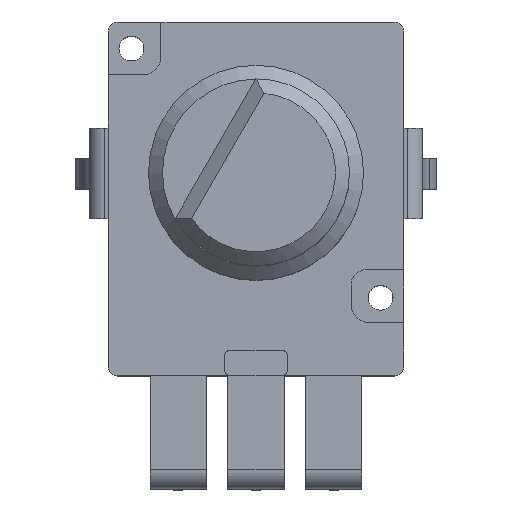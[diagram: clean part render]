
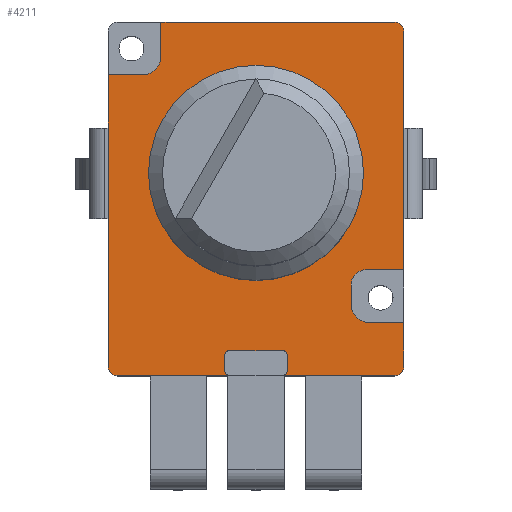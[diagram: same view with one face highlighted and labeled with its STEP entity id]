
A CAD part, top view. The second image highlights one B-rep face of the part: STEP entity #4211.
In plain terms, the highlighted planar face has unit normal (0, 0, 1).
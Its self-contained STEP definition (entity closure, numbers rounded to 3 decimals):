
#37=FACE_BOUND('',#540,.T.);
#62=PLANE('',#4491);
#305=FACE_OUTER_BOUND('',#539,.T.);
#539=EDGE_LOOP('',(#3047,#3048,#3049,#3050,#3051,#3052,#3053,#3054,#3055,
#3056,#3057,#3058,#3059,#3060,#3061,#3062,#3063,#3064,#3065,#3066,#3067,
#3068,#3069,#3070));
#540=EDGE_LOOP('',(#3071));
#757=LINE('',#6030,#1257);
#762=LINE('',#6044,#1262);
#766=LINE('',#6056,#1266);
#774=LINE('',#6085,#1274);
#777=LINE('',#6091,#1277);
#784=LINE('',#6114,#1284);
#788=LINE('',#6126,#1288);
#791=LINE('',#6132,#1291);
#797=LINE('',#6148,#1297);
#800=LINE('',#6154,#1300);
#804=LINE('',#6161,#1304);
#807=LINE('',#6175,#1307);
#808=LINE('',#6178,#1308);
#809=LINE('',#6181,#1309);
#1257=VECTOR('',#4815,10.);
#1262=VECTOR('',#4828,10.);
#1266=VECTOR('',#4840,10.);
#1274=VECTOR('',#4870,10.);
#1277=VECTOR('',#4875,10.);
#1284=VECTOR('',#4896,10.);
#1288=VECTOR('',#4908,10.);
#1291=VECTOR('',#4913,10.);
#1297=VECTOR('',#4929,10.);
#1300=VECTOR('',#4934,10.);
#1304=VECTOR('',#4938,10.);
#1307=VECTOR('',#4957,10.);
#1308=VECTOR('',#4960,10.);
#1309=VECTOR('',#4963,10.);
#1757=CIRCLE('',#4443,3.45);
#1758=CIRCLE('',#4447,0.15);
#1760=CIRCLE('',#4451,0.15);
#1762=CIRCLE('',#4455,0.15);
#1764=CIRCLE('',#4458,0.15);
#1766=CIRCLE('',#4462,0.6);
#1770=CIRCLE('',#4470,0.5);
#1772=CIRCLE('',#4474,0.6);
#1779=CIRCLE('',#4490,0.3);
#1780=CIRCLE('',#4492,0.3);
#1781=CIRCLE('',#4493,0.3);
#1883=VERTEX_POINT('',#6023);
#1884=VERTEX_POINT('',#6028);
#1885=VERTEX_POINT('',#6029);
#1888=VERTEX_POINT('',#6037);
#1890=VERTEX_POINT('',#6043);
#1892=VERTEX_POINT('',#6049);
#1894=VERTEX_POINT('',#6055);
#1896=VERTEX_POINT('',#6061);
#1898=VERTEX_POINT('',#6067);
#1900=VERTEX_POINT('',#6075);
#1901=VERTEX_POINT('',#6076);
#1904=VERTEX_POINT('',#6084);
#1906=VERTEX_POINT('',#6090);
#1911=VERTEX_POINT('',#6104);
#1912=VERTEX_POINT('',#6105);
#1915=VERTEX_POINT('',#6113);
#1917=VERTEX_POINT('',#6119);
#1919=VERTEX_POINT('',#6125);
#1921=VERTEX_POINT('',#6131);
#1926=VERTEX_POINT('',#6147);
#1928=VERTEX_POINT('',#6153);
#1931=VERTEX_POINT('',#6159);
#1934=VERTEX_POINT('',#6174);
#1935=VERTEX_POINT('',#6177);
#1936=VERTEX_POINT('',#6179);
#2302=EDGE_CURVE('',#1883,#1883,#1757,.T.);
#2303=EDGE_CURVE('',#1884,#1885,#757,.T.);
#2307=EDGE_CURVE('',#1885,#1888,#1758,.T.);
#2310=EDGE_CURVE('',#1888,#1890,#762,.T.);
#2313=EDGE_CURVE('',#1890,#1892,#1760,.T.);
#2316=EDGE_CURVE('',#1892,#1894,#766,.T.);
#2319=EDGE_CURVE('',#1894,#1896,#1762,.T.);
#2322=EDGE_CURVE('',#1898,#1884,#1764,.T.);
#2326=EDGE_CURVE('',#1900,#1901,#1766,.T.);
#2330=EDGE_CURVE('',#1904,#1900,#774,.T.);
#2333=EDGE_CURVE('',#1901,#1906,#777,.T.);
#2340=EDGE_CURVE('',#1911,#1912,#1770,.T.);
#2344=EDGE_CURVE('',#1915,#1911,#784,.T.);
#2347=EDGE_CURVE('',#1917,#1915,#1772,.T.);
#2350=EDGE_CURVE('',#1919,#1917,#788,.T.);
#2353=EDGE_CURVE('',#1912,#1921,#791,.T.);
#2361=EDGE_CURVE('',#1926,#1904,#797,.T.);
#2364=EDGE_CURVE('',#1928,#1919,#800,.T.);
#2368=EDGE_CURVE('',#1921,#1931,#804,.T.);
#2374=EDGE_CURVE('',#1926,#1931,#1779,.T.);
#2375=EDGE_CURVE('',#1896,#1934,#807,.T.);
#2376=EDGE_CURVE('',#1928,#1934,#1780,.T.);
#2377=EDGE_CURVE('',#1906,#1935,#808,.T.);
#2378=EDGE_CURVE('',#1936,#1935,#1781,.T.);
#2379=EDGE_CURVE('',#1936,#1898,#809,.T.);
#3047=ORIENTED_EDGE('',*,*,#2319,.T.);
#3048=ORIENTED_EDGE('',*,*,#2375,.T.);
#3049=ORIENTED_EDGE('',*,*,#2376,.F.);
#3050=ORIENTED_EDGE('',*,*,#2364,.T.);
#3051=ORIENTED_EDGE('',*,*,#2350,.T.);
#3052=ORIENTED_EDGE('',*,*,#2347,.T.);
#3053=ORIENTED_EDGE('',*,*,#2344,.T.);
#3054=ORIENTED_EDGE('',*,*,#2340,.T.);
#3055=ORIENTED_EDGE('',*,*,#2353,.T.);
#3056=ORIENTED_EDGE('',*,*,#2368,.T.);
#3057=ORIENTED_EDGE('',*,*,#2374,.F.);
#3058=ORIENTED_EDGE('',*,*,#2361,.T.);
#3059=ORIENTED_EDGE('',*,*,#2330,.T.);
#3060=ORIENTED_EDGE('',*,*,#2326,.T.);
#3061=ORIENTED_EDGE('',*,*,#2333,.T.);
#3062=ORIENTED_EDGE('',*,*,#2377,.T.);
#3063=ORIENTED_EDGE('',*,*,#2378,.F.);
#3064=ORIENTED_EDGE('',*,*,#2379,.T.);
#3065=ORIENTED_EDGE('',*,*,#2322,.T.);
#3066=ORIENTED_EDGE('',*,*,#2303,.T.);
#3067=ORIENTED_EDGE('',*,*,#2307,.T.);
#3068=ORIENTED_EDGE('',*,*,#2310,.T.);
#3069=ORIENTED_EDGE('',*,*,#2313,.T.);
#3070=ORIENTED_EDGE('',*,*,#2316,.T.);
#3071=ORIENTED_EDGE('',*,*,#2302,.F.);
#4211=ADVANCED_FACE('',(#305,#37),#62,.F.);
#4443=AXIS2_PLACEMENT_3D('',#6025,#4809,#4810);
#4447=AXIS2_PLACEMENT_3D('',#6038,#4821,#4822);
#4451=AXIS2_PLACEMENT_3D('',#6050,#4833,#4834);
#4455=AXIS2_PLACEMENT_3D('',#6062,#4845,#4846);
#4458=AXIS2_PLACEMENT_3D('',#6068,#4852,#4853);
#4462=AXIS2_PLACEMENT_3D('',#6077,#4862,#4863);
#4470=AXIS2_PLACEMENT_3D('',#6106,#4888,#4889);
#4474=AXIS2_PLACEMENT_3D('',#6120,#4901,#4902);
#4490=AXIS2_PLACEMENT_3D('',#6172,#4953,#4954);
#4491=AXIS2_PLACEMENT_3D('',#6173,#4955,#4956);
#4492=AXIS2_PLACEMENT_3D('',#6176,#4958,#4959);
#4493=AXIS2_PLACEMENT_3D('',#6180,#4961,#4962);
#4809=DIRECTION('center_axis',(0.,0.,1.));
#4810=DIRECTION('ref_axis',(1.,0.,0.));
#4815=DIRECTION('',(0.,1.,0.));
#4821=DIRECTION('center_axis',(0.,0.,-1.));
#4822=DIRECTION('ref_axis',(0.,1.,0.));
#4828=DIRECTION('',(1.,0.,0.));
#4833=DIRECTION('center_axis',(0.,0.,-1.));
#4834=DIRECTION('ref_axis',(1.,0.,0.));
#4840=DIRECTION('',(0.,-1.,0.));
#4845=DIRECTION('center_axis',(0.,0.,-1.));
#4846=DIRECTION('ref_axis',(0.,-1.,0.));
#4852=DIRECTION('center_axis',(0.,0.,-1.));
#4853=DIRECTION('ref_axis',(-1.,0.,0.));
#4862=DIRECTION('center_axis',(0.,0.,-1.));
#4863=DIRECTION('ref_axis',(0.,-1.,0.));
#4870=DIRECTION('',(0.,-1.,0.));
#4875=DIRECTION('',(-1.,0.,0.));
#4888=DIRECTION('center_axis',(0.,0.,-1.));
#4889=DIRECTION('ref_axis',(0.,1.,0.));
#4896=DIRECTION('',(0.,1.,0.));
#4901=DIRECTION('center_axis',(0.,0.,-1.));
#4902=DIRECTION('ref_axis',(-1.,0.,0.));
#4908=DIRECTION('',(-1.,0.,0.));
#4913=DIRECTION('',(1.,0.,0.));
#4929=DIRECTION('',(-1.,0.,0.));
#4934=DIRECTION('',(0.,1.,0.));
#4938=DIRECTION('',(0.,1.,0.));
#4953=DIRECTION('center_axis',(0.,0.,-1.));
#4954=DIRECTION('ref_axis',(0.707,0.707,0.));
#4955=DIRECTION('center_axis',(0.,0.,-1.));
#4956=DIRECTION('ref_axis',(-1.,0.,0.));
#4957=DIRECTION('',(1.,0.,0.));
#4958=DIRECTION('center_axis',(0.,0.,-1.));
#4959=DIRECTION('ref_axis',(0.707,-0.707,0.));
#4960=DIRECTION('',(0.,-1.,0.));
#4961=DIRECTION('center_axis',(0.,0.,-1.));
#4962=DIRECTION('ref_axis',(-0.707,-0.707,0.));
#4963=DIRECTION('',(1.,0.,0.));
#6023=CARTESIAN_POINT('',(-3.45,0.,0.));
#6025=CARTESIAN_POINT('Origin',(0.,0.,0.));
#6028=CARTESIAN_POINT('',(-1.,-6.35,0.));
#6029=CARTESIAN_POINT('',(-1.,-5.85,0.));
#6030=CARTESIAN_POINT('',(-1.,-3.338,0.));
#6037=CARTESIAN_POINT('',(-0.85,-5.7,0.));
#6038=CARTESIAN_POINT('Origin',(-0.85,-5.85,0.));
#6043=CARTESIAN_POINT('',(0.85,-5.7,0.));
#6044=CARTESIAN_POINT('',(0.425,-5.7,0.));
#6049=CARTESIAN_POINT('',(1.,-5.85,0.));
#6050=CARTESIAN_POINT('Origin',(0.85,-5.85,0.));
#6055=CARTESIAN_POINT('',(1.,-6.35,0.));
#6056=CARTESIAN_POINT('',(1.,-3.588,0.));
#6061=CARTESIAN_POINT('',(0.85,-6.5,0.));
#6062=CARTESIAN_POINT('Origin',(0.85,-6.35,0.));
#6067=CARTESIAN_POINT('',(-0.85,-6.5,0.));
#6068=CARTESIAN_POINT('Origin',(-0.85,-6.35,0.));
#6075=CARTESIAN_POINT('',(-3.05,3.75,0.));
#6076=CARTESIAN_POINT('',(-3.65,3.15,0.));
#6077=CARTESIAN_POINT('Origin',(-3.65,3.75,0.));
#6084=CARTESIAN_POINT('',(-3.05,4.85,0.));
#6085=CARTESIAN_POINT('',(-3.05,2.013,0.));
#6090=CARTESIAN_POINT('',(-4.75,3.15,0.));
#6091=CARTESIAN_POINT('',(-1.825,3.15,0.));
#6104=CARTESIAN_POINT('',(3.05,-3.6,0.));
#6105=CARTESIAN_POINT('',(3.55,-3.1,0.));
#6106=CARTESIAN_POINT('Origin',(3.55,-3.6,0.));
#6113=CARTESIAN_POINT('',(3.05,-4.2,0.));
#6114=CARTESIAN_POINT('',(3.05,-2.513,0.));
#6119=CARTESIAN_POINT('',(3.65,-4.8,0.));
#6120=CARTESIAN_POINT('Origin',(3.65,-4.2,0.));
#6125=CARTESIAN_POINT('',(4.75,-4.8,0.));
#6126=CARTESIAN_POINT('',(2.375,-4.8,0.));
#6131=CARTESIAN_POINT('',(4.75,-3.1,0.));
#6132=CARTESIAN_POINT('',(1.775,-3.1,0.));
#6147=CARTESIAN_POINT('',(4.45,4.85,0.));
#6148=CARTESIAN_POINT('',(4.75,4.85,0.));
#6153=CARTESIAN_POINT('',(4.75,-6.2,0.));
#6154=CARTESIAN_POINT('',(4.75,-6.5,0.));
#6159=CARTESIAN_POINT('',(4.75,4.55,0.));
#6161=CARTESIAN_POINT('',(4.75,-6.5,0.));
#6172=CARTESIAN_POINT('Origin',(4.45,4.55,0.));
#6173=CARTESIAN_POINT('Origin',(0.,-0.825,0.));
#6174=CARTESIAN_POINT('',(4.45,-6.5,0.));
#6175=CARTESIAN_POINT('',(-4.75,-6.5,0.));
#6176=CARTESIAN_POINT('Origin',(4.45,-6.2,0.));
#6177=CARTESIAN_POINT('',(-4.75,-6.2,0.));
#6178=CARTESIAN_POINT('',(-4.75,4.85,0.));
#6179=CARTESIAN_POINT('',(-4.45,-6.5,0.));
#6180=CARTESIAN_POINT('Origin',(-4.45,-6.2,0.));
#6181=CARTESIAN_POINT('',(-4.75,-6.5,0.));
